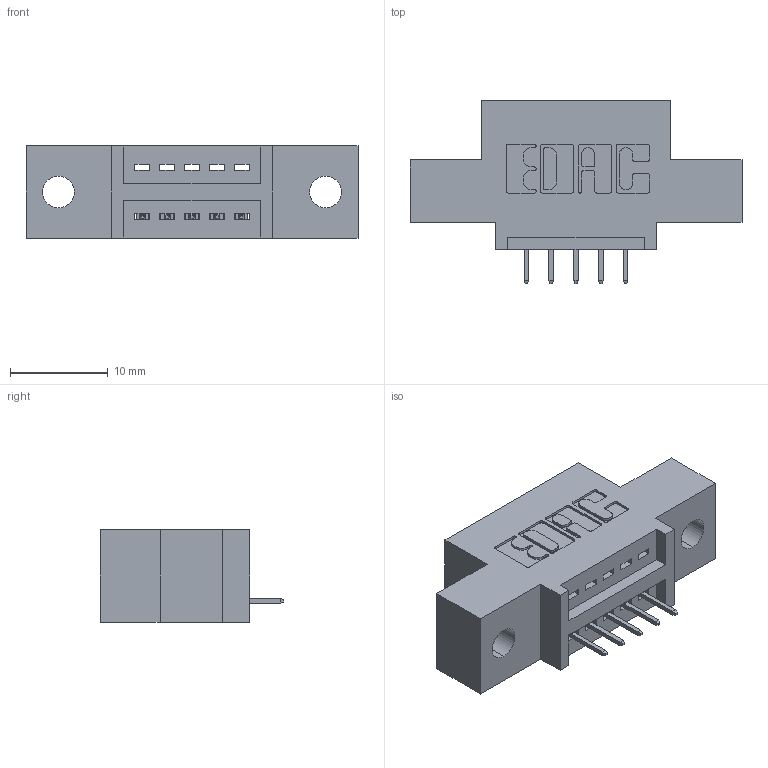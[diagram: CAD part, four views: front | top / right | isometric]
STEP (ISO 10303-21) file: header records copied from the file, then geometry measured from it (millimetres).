
FILE_DESCRIPTION (( 'STEP AP203' ), '1' );
FILE_NAME ('895-005-525-402.STEP', '2020-09-24T21:37:21', ( '' ), ( '' ), 'SwSTEP 2.0', 'SolidWorks 2020', '' );
FILE_SCHEMA (( 'CONFIG_CONTROL_DESIGN' ));
Length unit declared in the file: inch
Products named in the file (3): 895-005-525-402; 845 Part_0.110 Offset - 0.128 Dia; 345-292-001_345-293-125
Assembly tree (6 placements, depth 2):
  895-005-525-402
    845 Part_0.110 Offset - 0.128 Dia
    345-292-001_345-293-125  x5
Bounding box: 33.91 x 18.72 x 9.4 mm (x, y, z)
Volume: 2787.2 mm3; surface area: 2943.3 mm2
Topology: 6 solids, 6 shells, 440 faces, 1253 edges, 814 vertices
Faces by surface type: plane 314, cylinder 126
Entity records: 8953 total; most frequent: CARTESIAN_POINT 1559, ORIENTED_EDGE 1498, DIRECTION 1415, EDGE_CURVE 749, LINE 601, VECTOR 601, VERTEX_POINT 494, AXIS2_PLACEMENT_3D 407
